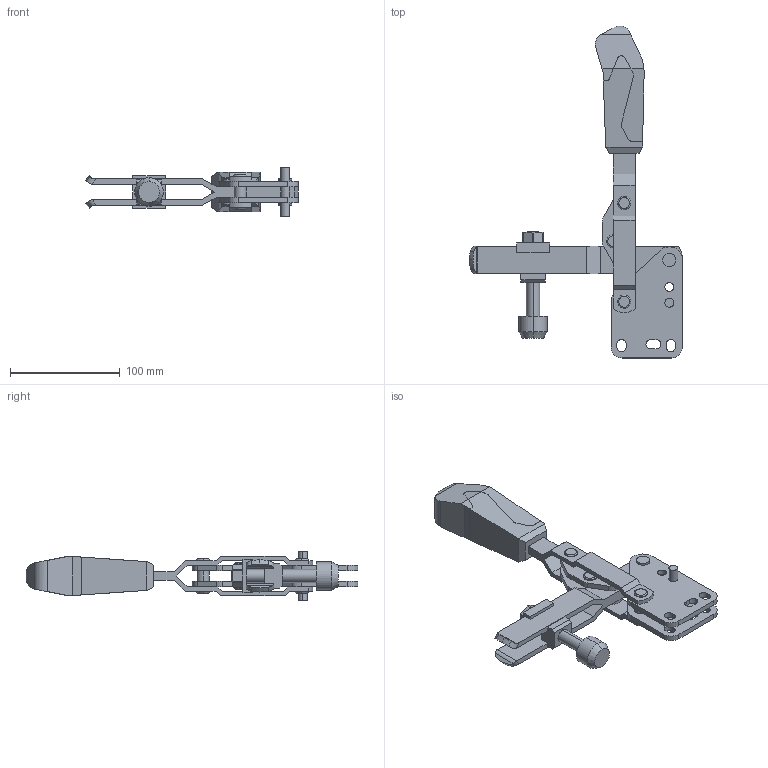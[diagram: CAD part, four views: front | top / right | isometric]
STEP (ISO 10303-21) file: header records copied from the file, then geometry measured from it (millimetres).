
FILE_DESCRIPTION (( 'STEP AP214' ), '1' );
FILE_NAME ('EH 23330.0016.STEP', '2019-10-25T06:13:45', ( '' ), ( '' ), 'SwSTEP 2.0', 'SolidWorks 2019', '' );
FILE_SCHEMA (( 'AUTOMOTIVE_DESIGN' ));
Length unit declared in the file: millimetre
Products named in the file (8): _90050-3_0.stp; _90258-1.stp; _557256.stp; _146274.stp; EH 23330.0016; _154161.stp; _90048-2.stp; _90050-6_0.stp
Assembly tree (7 placements, depth 2):
  EH 23330.0016
    _90258-1.stp
    _90048-2.stp
    _154161.stp
    _146274.stp
    _90050-3_0.stp
    _90050-6_0.stp
    _557256.stp
Bounding box: 193.82 x 302.2 x 45 mm (x, y, z)
Volume: 295802 mm3; surface area: 100137.4 mm2
Topology: 7 solids, 8 shells, 361 faces, 927 edges, 607 vertices
Faces by surface type: plane 176, cylinder 149, cone 20, torus 16
Entity records: 12273 total; most frequent: CARTESIAN_POINT 2397, DIRECTION 1912, ORIENTED_EDGE 1854, EDGE_CURVE 927, AXIS2_PLACEMENT_3D 682, VERTEX_POINT 607, LINE 548, VECTOR 548
